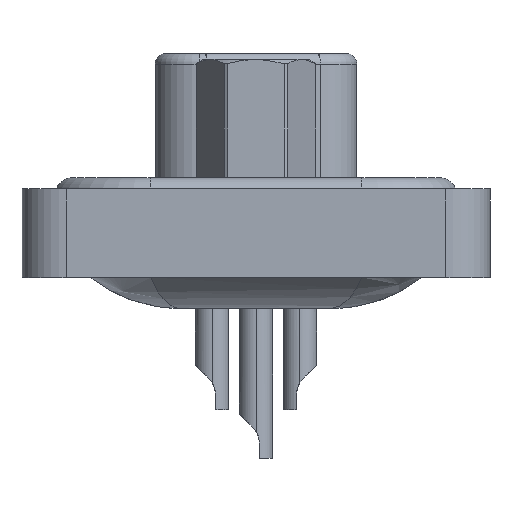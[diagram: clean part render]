
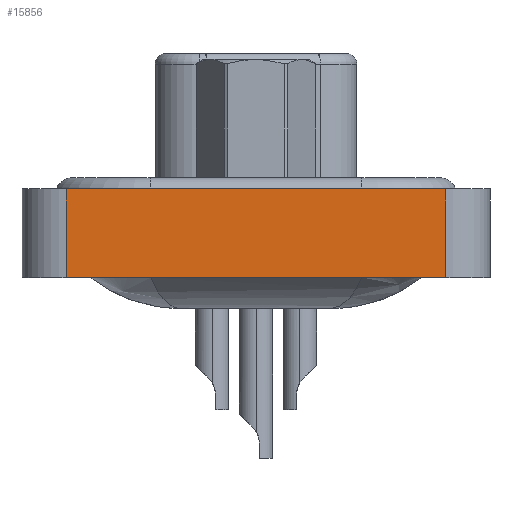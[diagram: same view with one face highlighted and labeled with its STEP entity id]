
A CAD part, left-side view. The second image highlights one B-rep face of the part: STEP entity #15856.
In plain terms, the highlighted planar face has unit normal (-1, 0, 0).
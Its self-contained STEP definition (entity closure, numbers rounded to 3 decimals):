
#399 = CARTESIAN_POINT ( 'NONE',  ( -7.35, 8.55, 0.4 ) ) ;
#2123 = VERTEX_POINT ( 'NONE', #31997 ) ;
#2352 = DIRECTION ( 'NONE',  ( 0., -1., 0. ) ) ;
#2628 = ORIENTED_EDGE ( 'NONE', *, *, #14960, .F. ) ;
#2831 = DIRECTION ( 'NONE',  ( 0., -1., 0. ) ) ;
#5179 = CARTESIAN_POINT ( 'NONE',  ( -7.35, 8.55, -3.6 ) ) ;
#5852 = AXIS2_PLACEMENT_3D ( 'NONE', #10711, #35328, #18967 ) ;
#6645 = DIRECTION ( 'NONE',  ( 0., 0., 1. ) ) ;
#7279 = VERTEX_POINT ( 'NONE', #399 ) ;
#7710 = VECTOR ( 'NONE', #6645, 1000. ) ;
#9332 = ORIENTED_EDGE ( 'NONE', *, *, #9476, .T. ) ;
#9476 = EDGE_CURVE ( 'NONE', #17212, #2123, #21753, .T. ) ;
#10711 = CARTESIAN_POINT ( 'NONE',  ( -7.35, -8.55, -3.6 ) ) ;
#11262 = ORIENTED_EDGE ( 'NONE', *, *, #29629, .T. ) ;
#14960 = EDGE_CURVE ( 'NONE', #17212, #7279, #18957, .T. ) ;
#14983 = LINE ( 'NONE', #28428, #7710 ) ;
#15003 = EDGE_LOOP ( 'NONE', ( #11262, #21199, #2628, #9332 ) ) ;
#15856 = ADVANCED_FACE ( 'NONE', ( #32162 ), #26959, .T. ) ;
#16464 = CARTESIAN_POINT ( 'NONE',  ( -7.35, -8.55, 0.4 ) ) ;
#17212 = VERTEX_POINT ( 'NONE', #23904 ) ;
#18633 = EDGE_CURVE ( 'NONE', #7279, #33763, #30581, .T. ) ;
#18798 = CARTESIAN_POINT ( 'NONE',  ( -7.35, -8.55, 0.4 ) ) ;
#18957 = LINE ( 'NONE', #5179, #31782 ) ;
#18967 = DIRECTION ( 'NONE',  ( 0., 0., 1. ) ) ;
#21199 = ORIENTED_EDGE ( 'NONE', *, *, #18633, .F. ) ;
#21753 = LINE ( 'NONE', #32413, #35465 ) ;
#23270 = VECTOR ( 'NONE', #2831, 1000. ) ;
#23904 = CARTESIAN_POINT ( 'NONE',  ( -7.35, 8.55, -3.6 ) ) ;
#26959 = PLANE ( 'NONE',  #5852 ) ;
#28428 = CARTESIAN_POINT ( 'NONE',  ( -7.35, -8.55, -3.6 ) ) ;
#29629 = EDGE_CURVE ( 'NONE', #2123, #33763, #14983, .T. ) ;
#29853 = DIRECTION ( 'NONE',  ( 0., 0., 1. ) ) ;
#30581 = LINE ( 'NONE', #16464, #23270 ) ;
#31782 = VECTOR ( 'NONE', #29853, 1000. ) ;
#31997 = CARTESIAN_POINT ( 'NONE',  ( -7.35, -8.55, -3.6 ) ) ;
#32162 = FACE_OUTER_BOUND ( 'NONE', #15003, .T. ) ;
#32413 = CARTESIAN_POINT ( 'NONE',  ( -7.35, -8.55, -3.6 ) ) ;
#33763 = VERTEX_POINT ( 'NONE', #18798 ) ;
#35328 = DIRECTION ( 'NONE',  ( -1., 0., 0. ) ) ;
#35465 = VECTOR ( 'NONE', #2352, 1000. ) ;
